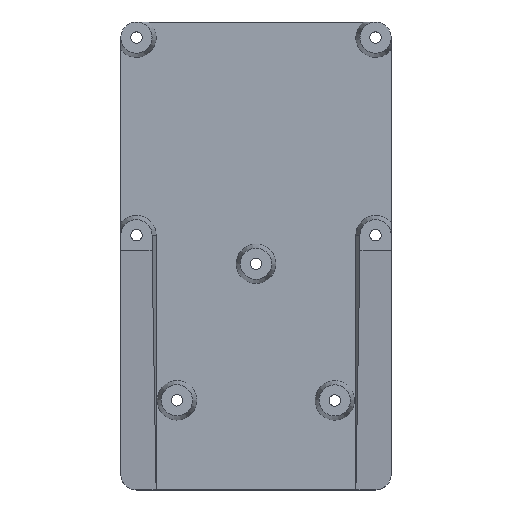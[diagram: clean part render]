
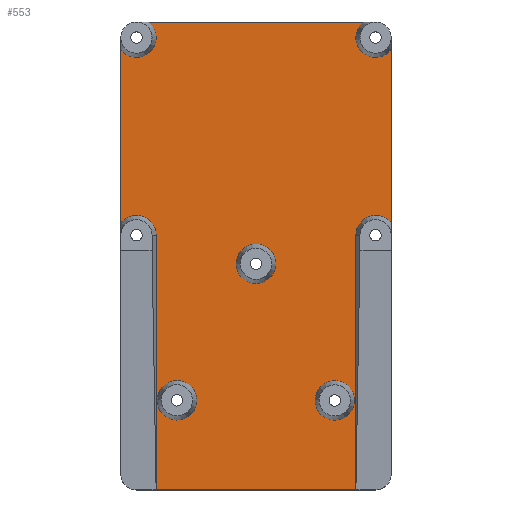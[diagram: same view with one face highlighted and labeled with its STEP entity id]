
A CAD part, top view. The second image highlights one B-rep face of the part: STEP entity #553.
In plain terms, the highlighted planar face has unit normal (0, 0, 1).
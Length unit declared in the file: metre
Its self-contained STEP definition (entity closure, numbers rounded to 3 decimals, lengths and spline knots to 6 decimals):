
#38=LINE('',#856,#70);
#39=LINE('',#861,#71);
#40=LINE('',#865,#72);
#41=LINE('',#869,#73);
#42=LINE('',#871,#74);
#43=LINE('',#873,#75);
#70=VECTOR('',#682,1.);
#71=VECTOR('',#685,1.);
#72=VECTOR('',#688,1.);
#73=VECTOR('',#691,1.);
#74=VECTOR('',#692,1.);
#75=VECTOR('',#693,1.);
#102=ORIENTED_EDGE('',*,*,#250,.T.);
#103=ORIENTED_EDGE('',*,*,#251,.T.);
#104=ORIENTED_EDGE('',*,*,#252,.T.);
#105=ORIENTED_EDGE('',*,*,#253,.F.);
#106=ORIENTED_EDGE('',*,*,#254,.T.);
#107=ORIENTED_EDGE('',*,*,#255,.F.);
#108=ORIENTED_EDGE('',*,*,#256,.T.);
#109=ORIENTED_EDGE('',*,*,#257,.T.);
#110=ORIENTED_EDGE('',*,*,#258,.T.);
#111=ORIENTED_EDGE('',*,*,#259,.T.);
#112=ORIENTED_EDGE('',*,*,#260,.T.);
#113=ORIENTED_EDGE('',*,*,#261,.T.);
#114=ORIENTED_EDGE('',*,*,#262,.T.);
#250=EDGE_CURVE('',#324,#324,#378,.F.);
#251=EDGE_CURVE('',#325,#325,#379,.F.);
#252=EDGE_CURVE('',#326,#326,#380,.F.);
#253=EDGE_CURVE('',#327,#328,#38,.T.);
#254=EDGE_CURVE('',#327,#329,#381,.F.);
#255=EDGE_CURVE('',#330,#329,#39,.T.);
#256=EDGE_CURVE('',#330,#331,#382,.F.);
#257=EDGE_CURVE('',#331,#332,#40,.T.);
#258=EDGE_CURVE('',#332,#333,#383,.F.);
#259=EDGE_CURVE('',#333,#334,#41,.T.);
#260=EDGE_CURVE('',#334,#335,#42,.T.);
#261=EDGE_CURVE('',#335,#336,#43,.T.);
#262=EDGE_CURVE('',#336,#328,#384,.F.);
#324=VERTEX_POINT('',#851);
#325=VERTEX_POINT('',#853);
#326=VERTEX_POINT('',#855);
#327=VERTEX_POINT('',#857);
#328=VERTEX_POINT('',#858);
#329=VERTEX_POINT('',#860);
#330=VERTEX_POINT('',#862);
#331=VERTEX_POINT('',#864);
#332=VERTEX_POINT('',#866);
#333=VERTEX_POINT('',#868);
#334=VERTEX_POINT('',#870);
#335=VERTEX_POINT('',#872);
#336=VERTEX_POINT('',#874);
#378=CIRCLE('',#602,0.00481);
#379=CIRCLE('',#603,0.00481);
#380=CIRCLE('',#604,0.00481);
#381=CIRCLE('',#605,0.00481);
#382=CIRCLE('',#606,0.00481);
#383=CIRCLE('',#607,0.00481);
#384=CIRCLE('',#608,0.00481);
#412=EDGE_LOOP('',(#102));
#413=EDGE_LOOP('',(#103));
#414=EDGE_LOOP('',(#104));
#415=EDGE_LOOP('',(#105,#106,#107,#108,#109,#110,#111,#112,#113,#114));
#474=FACE_BOUND('',#412,.T.);
#475=FACE_BOUND('',#413,.T.);
#476=FACE_BOUND('',#414,.T.);
#477=FACE_BOUND('',#415,.T.);
#536=PLANE('',#601);
#553=ADVANCED_FACE('',(#474,#475,#476,#477),#536,.T.);
#601=AXIS2_PLACEMENT_3D('',#849,#674,#675);
#602=AXIS2_PLACEMENT_3D('',#850,#676,#677);
#603=AXIS2_PLACEMENT_3D('',#852,#678,#679);
#604=AXIS2_PLACEMENT_3D('',#854,#680,#681);
#605=AXIS2_PLACEMENT_3D('',#859,#683,#684);
#606=AXIS2_PLACEMENT_3D('',#863,#686,#687);
#607=AXIS2_PLACEMENT_3D('',#867,#689,#690);
#608=AXIS2_PLACEMENT_3D('',#875,#694,#695);
#674=DIRECTION('',(0.,0.,1.));
#675=DIRECTION('',(1.,0.,0.));
#676=DIRECTION('',(0.,0.,1.));
#677=DIRECTION('',(1.,0.,0.));
#678=DIRECTION('',(0.,0.,1.));
#679=DIRECTION('',(1.,0.,0.));
#680=DIRECTION('',(0.,0.,1.));
#681=DIRECTION('',(1.,0.,0.));
#682=DIRECTION('',(0.,-1.,0.));
#683=DIRECTION('',(0.,0.,1.));
#684=DIRECTION('',(1.,0.,0.));
#685=DIRECTION('',(1.,0.,0.));
#686=DIRECTION('',(0.,0.,1.));
#687=DIRECTION('',(1.,0.,0.));
#688=DIRECTION('',(0.,-1.,0.));
#689=DIRECTION('',(0.,0.,1.));
#690=DIRECTION('',(1.,0.,0.));
#691=DIRECTION('',(0.,-1.,0.));
#692=DIRECTION('',(1.,0.,0.));
#693=DIRECTION('',(0.,1.,0.));
#694=DIRECTION('',(0.,0.,1.));
#695=DIRECTION('',(1.,0.,0.));
#849=CARTESIAN_POINT('',(0.,-0.02921,0.));
#850=CARTESIAN_POINT('',(0.019253,-0.064491,0.));
#851=CARTESIAN_POINT('',(0.024063,-0.064491,0.));
#852=CARTESIAN_POINT('',(0.,-0.031115,0.));
#853=CARTESIAN_POINT('',(0.00481,-0.031115,0.));
#854=CARTESIAN_POINT('',(-0.019304,-0.064465,0.));
#855=CARTESIAN_POINT('',(-0.014494,-0.064465,0.));
#856=CARTESIAN_POINT('',(0.03302,0.,0.));
#857=CARTESIAN_POINT('',(0.03302,0.021194,0.));
#858=CARTESIAN_POINT('',(0.03302,-0.021194,0.));
#859=CARTESIAN_POINT('',(0.02921,0.02413,0.));
#860=CARTESIAN_POINT('',(0.026274,0.02794,0.));
#861=CARTESIAN_POINT('',(0.,0.02794,0.));
#862=CARTESIAN_POINT('',(-0.026274,0.02794,0.));
#863=CARTESIAN_POINT('',(-0.02921,0.02413,0.));
#864=CARTESIAN_POINT('',(-0.03302,0.021194,0.));
#865=CARTESIAN_POINT('',(-0.03302,0.,0.));
#866=CARTESIAN_POINT('',(-0.03302,-0.021194,0.));
#867=CARTESIAN_POINT('',(-0.02921,-0.02413,0.));
#868=CARTESIAN_POINT('',(-0.0244,-0.02413,0.));
#869=CARTESIAN_POINT('',(-0.0244,-0.08636,0.));
#870=CARTESIAN_POINT('',(-0.0244,-0.08636,0.));
#871=CARTESIAN_POINT('',(-0.027305,-0.08636,0.));
#872=CARTESIAN_POINT('',(0.0244,-0.08636,0.));
#873=CARTESIAN_POINT('',(0.0244,-0.02921,0.));
#874=CARTESIAN_POINT('',(0.0244,-0.02413,0.));
#875=CARTESIAN_POINT('',(0.02921,-0.02413,0.));
